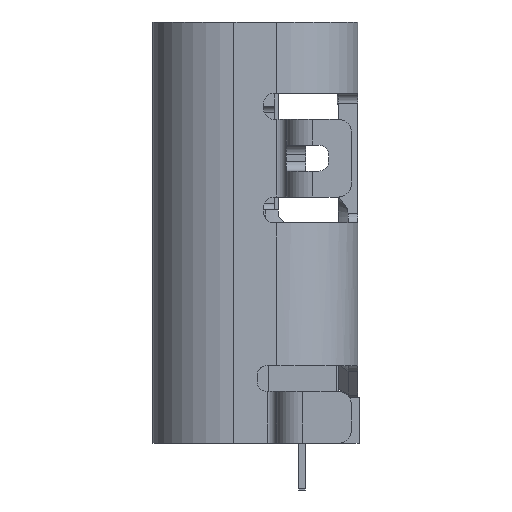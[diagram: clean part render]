
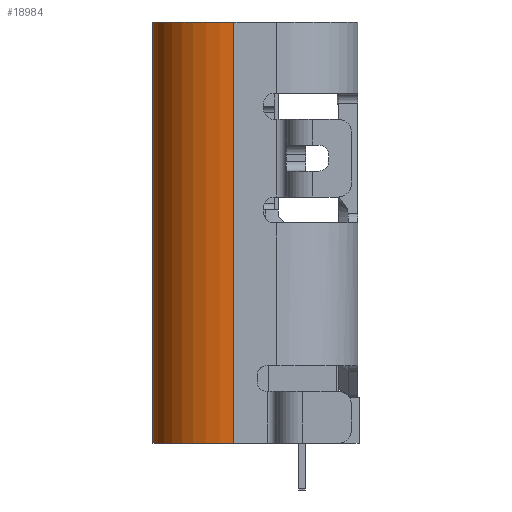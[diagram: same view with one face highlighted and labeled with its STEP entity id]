
A CAD part, left-side view. The second image highlights one B-rep face of the part: STEP entity #18984.
In plain terms, the highlighted cylindrical face has radius 1.25 mm (diameter 2.5 mm), a partial arc.
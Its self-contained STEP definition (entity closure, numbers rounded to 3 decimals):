
#1769=CARTESIAN_POINT('',(-28.22,0.33,-1.75));
#1770=DIRECTION('',(0.,0.,-1.));
#1771=DIRECTION('',(-1.,0.,0.));
#1772=AXIS2_PLACEMENT_3D('',#1769,#1770,#1771);
#4975=CARTESIAN_POINT('',(-28.22,0.33,-8.25));
#4976=DIRECTION('',(0.,0.,1.));
#4977=DIRECTION('',(0.,1.,0.));
#4978=AXIS2_PLACEMENT_3D('',#4975,#4976,#4977);
#5268=DIRECTION('',(0.,0.,-1.));
#5269=VECTOR('',#5268,6.5);
#5270=CARTESIAN_POINT('',(-29.47,0.33,-1.75));
#5271=LINE('',#5270,#5269);
#5272=DIRECTION('',(0.,0.,1.));
#5273=VECTOR('',#5272,6.5);
#5274=CARTESIAN_POINT('',(-28.22,1.58,-8.25));
#5275=LINE('',#5274,#5273);
#9887=CARTESIAN_POINT('',(-28.22,1.58,-1.75));
#9888=VERTEX_POINT('',#9887);
#9889=CARTESIAN_POINT('',(-28.22,1.58,-8.25));
#9890=VERTEX_POINT('',#9889);
#10190=CARTESIAN_POINT('',(-29.47,0.33,-1.75));
#10191=VERTEX_POINT('',#10190);
#11464=CARTESIAN_POINT('',(-29.47,0.33,-8.25));
#11465=VERTEX_POINT('',#11464);
#18973=CARTESIAN_POINT('',(-28.22,0.33,98.6));
#18974=DIRECTION('',(0.,0.,1.));
#18975=DIRECTION('',(-1.,0.,0.));
#18976=AXIS2_PLACEMENT_3D('',#18973,#18974,#18975);
#18977=CYLINDRICAL_SURFACE('',#18976,1.25);
#18978=ORIENTED_EDGE('',*,*,#14656,.F.);
#18979=ORIENTED_EDGE('',*,*,#18870,.T.);
#18980=ORIENTED_EDGE('',*,*,#18598,.F.);
#18981=ORIENTED_EDGE('',*,*,#17101,.T.);
#18982=EDGE_LOOP('',(#18978,#18979,#18980,#18981));
#18983=FACE_OUTER_BOUND('',#18982,.F.);
#18984=ADVANCED_FACE('',(#18983),#18977,.T.);
#1773=CIRCLE('',#1772,1.25);
#4979=CIRCLE('',#4978,1.25);
#14656=EDGE_CURVE('',#10191,#9888,#1773,.T.);
#17101=EDGE_CURVE('',#9890,#9888,#5275,.T.);
#18598=EDGE_CURVE('',#9890,#11465,#4979,.T.);
#18870=EDGE_CURVE('',#10191,#11465,#5271,.T.);
